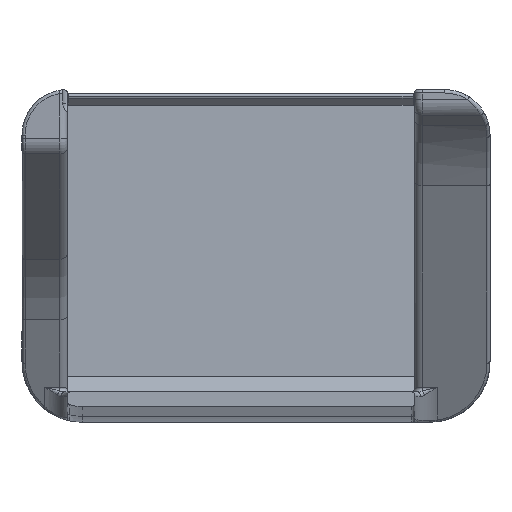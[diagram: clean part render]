
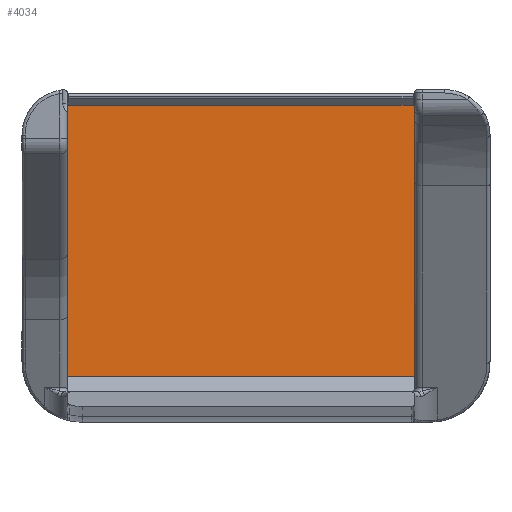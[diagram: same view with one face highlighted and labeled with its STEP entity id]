
A CAD part, top view. The second image highlights one B-rep face of the part: STEP entity #4034.
In plain terms, the highlighted planar face has unit normal (0, 0, 1).
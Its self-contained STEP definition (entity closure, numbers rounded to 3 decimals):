
#240 = CARTESIAN_POINT ( 'NONE',  ( -44.4, 9., -24.5 ) ) ;
#332 = DIRECTION ( 'NONE',  ( -1., 0., 0. ) ) ;
#365 = VERTEX_POINT ( 'NONE', #1523 ) ;
#380 = VECTOR ( 'NONE', #1644, 1000. ) ;
#485 = CARTESIAN_POINT ( 'NONE',  ( -44.5, 8.859, -24.5 ) ) ;
#592 = CARTESIAN_POINT ( 'NONE',  ( -21.541, 9., -24.5 ) ) ;
#621 = VERTEX_POINT ( 'NONE', #1427 ) ;
#655 = DIRECTION ( 'NONE',  ( 0., 0., -1. ) ) ;
#848 = CARTESIAN_POINT ( 'NONE',  ( -44.5, -9., -24.5 ) ) ;
#895 = EDGE_CURVE ( 'NONE', #621, #3054, #5061, .T. ) ;
#900 = CARTESIAN_POINT ( 'NONE',  ( -21.5, -9., -24.5 ) ) ;
#966 = VECTOR ( 'NONE', #1187, 1000. ) ;
#1035 = FACE_OUTER_BOUND ( 'NONE', #2138, .T. ) ;
#1131 = CARTESIAN_POINT ( 'NONE',  ( -21.5, -9., -24.5 ) ) ;
#1187 = DIRECTION ( 'NONE',  ( 0., 1., 0. ) ) ;
#1427 = CARTESIAN_POINT ( 'NONE',  ( -21.6, 9., -24.5 ) ) ;
#1460 = LINE ( 'NONE', #4604, #4413 ) ;
#1465 = LINE ( 'NONE', #4154, #3342 ) ;
#1523 = CARTESIAN_POINT ( 'NONE',  ( -44.5, 8.859, -24.5 ) ) ;
#1644 = DIRECTION ( 'NONE',  ( 0., 1., 0. ) ) ;
#1814 = CARTESIAN_POINT ( 'NONE',  ( -44.5, -9., -24.5 ) ) ;
#1872 = ORIENTED_EDGE ( 'NONE', *, *, #2134, .F. ) ;
#1946 = CARTESIAN_POINT ( 'NONE',  ( -44.4, 9., -24.5 ) ) ;
#2048 = CARTESIAN_POINT ( 'NONE',  ( -44.5, 8.941, -24.5 ) ) ;
#2134 = EDGE_CURVE ( 'NONE', #365, #4630, #4155, .T. ) ;
#2138 = EDGE_LOOP ( 'NONE', ( #3145, #1872, #2553, #4928, #3525, #2676 ) ) ;
#2259 = VERTEX_POINT ( 'NONE', #1131 ) ;
#2277 = EDGE_CURVE ( 'NONE', #621, #4630, #1460, .T. ) ;
#2351 = LINE ( 'NONE', #900, #380 ) ;
#2553 = ORIENTED_EDGE ( 'NONE', *, *, #3222, .F. ) ;
#2580 = PLANE ( 'NONE',  #3663 ) ;
#2676 = ORIENTED_EDGE ( 'NONE', *, *, #895, .F. ) ;
#3005 = CARTESIAN_POINT ( 'NONE',  ( -21.5, -9., -24.5 ) ) ;
#3054 = VERTEX_POINT ( 'NONE', #3401 ) ;
#3145 = ORIENTED_EDGE ( 'NONE', *, *, #2277, .T. ) ;
#3196 = EDGE_CURVE ( 'NONE', #2259, #3054, #2351, .T. ) ;
#3222 = EDGE_CURVE ( 'NONE', #3499, #365, #3921, .T. ) ;
#3342 = VECTOR ( 'NONE', #3393, 1000. ) ;
#3393 = DIRECTION ( 'NONE',  ( -1., 0., 0. ) ) ;
#3401 = CARTESIAN_POINT ( 'NONE',  ( -21.5, 8.859, -24.5 ) ) ;
#3499 = VERTEX_POINT ( 'NONE', #1814 ) ;
#3525 = ORIENTED_EDGE ( 'NONE', *, *, #3196, .T. ) ;
#3615 = CARTESIAN_POINT ( 'NONE',  ( -44.459, 9., -24.5 ) ) ;
#3663 = AXIS2_PLACEMENT_3D ( 'NONE', #3005, #655, #4556 ) ;
#3664 = CARTESIAN_POINT ( 'NONE',  ( -21.5, 8.859, -24.5 ) ) ;
#3921 = LINE ( 'NONE', #848, #966 ) ;
#3928 = EDGE_CURVE ( 'NONE', #2259, #3499, #1465, .T. ) ;
#4034 = ADVANCED_FACE ( 'NONE', ( #1035 ), #2580, .F. ) ;
#4041 = CARTESIAN_POINT ( 'NONE',  ( -21.5, 8.941, -24.5 ) ) ;
#4092 = CARTESIAN_POINT ( 'NONE',  ( -21.6, 9., -24.5 ) ) ;
#4154 = CARTESIAN_POINT ( 'NONE',  ( -21.5, -9., -24.5 ) ) ;
#4155 =( BOUNDED_CURVE ( )  B_SPLINE_CURVE ( 3, ( #485, #2048, #3615, #1946 ),
 .UNSPECIFIED., .F., .T. ) 
 B_SPLINE_CURVE_WITH_KNOTS ( ( 4, 4 ),
 ( 1.571, 3.142 ),
 .UNSPECIFIED. ) 
 CURVE ( )  GEOMETRIC_REPRESENTATION_ITEM ( )  RATIONAL_B_SPLINE_CURVE ( ( 1., 0.805, 0.805, 1. ) ) 
 REPRESENTATION_ITEM ( '' )  );
#4413 = VECTOR ( 'NONE', #332, 1000. ) ;
#4556 = DIRECTION ( 'NONE',  ( 1., 0., 0. ) ) ;
#4604 = CARTESIAN_POINT ( 'NONE',  ( -21.5, 9., -24.5 ) ) ;
#4630 = VERTEX_POINT ( 'NONE', #240 ) ;
#4928 = ORIENTED_EDGE ( 'NONE', *, *, #3928, .F. ) ;
#5061 =( BOUNDED_CURVE ( )  B_SPLINE_CURVE ( 3, ( #4092, #592, #4041, #3664 ),
 .UNSPECIFIED., .F., .F. ) 
 B_SPLINE_CURVE_WITH_KNOTS ( ( 4, 4 ),
 ( 0., 1.571 ),
 .UNSPECIFIED. ) 
 CURVE ( )  GEOMETRIC_REPRESENTATION_ITEM ( )  RATIONAL_B_SPLINE_CURVE ( ( 1., 0.805, 0.805, 1. ) ) 
 REPRESENTATION_ITEM ( '' )  );
